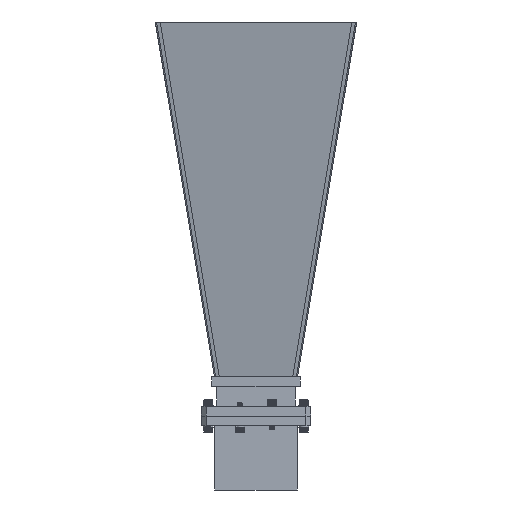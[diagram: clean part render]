
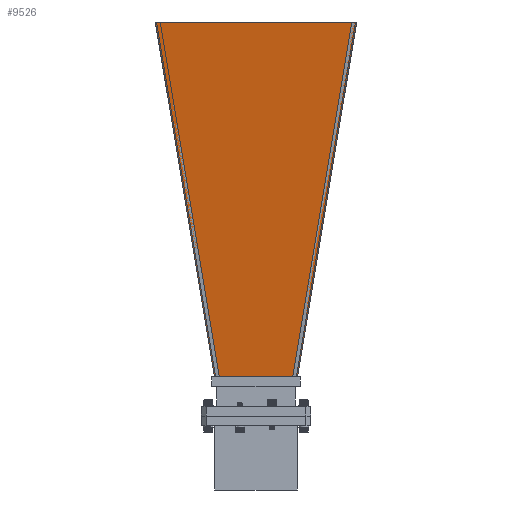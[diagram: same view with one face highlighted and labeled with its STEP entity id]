
A CAD part, front view. The second image highlights one B-rep face of the part: STEP entity #9526.
In plain terms, the highlighted face is planar.
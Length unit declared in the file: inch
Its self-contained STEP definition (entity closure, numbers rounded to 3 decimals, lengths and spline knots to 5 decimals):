
#74 = CARTESIAN_POINT ( 'NONE',  ( 11.10412, 9.26193, 1.878 ) ) ;
#1324 = EDGE_CURVE ( 'NONE', #4756, #3561, #13482, .T. ) ;
#1731 = EDGE_LOOP ( 'NONE', ( #1854, #11284, #4712, #9852 ) ) ;
#1796 = CARTESIAN_POINT ( 'NONE',  ( -2.55999, 9.26193, 1.878 ) ) ;
#1854 = ORIENTED_EDGE ( 'NONE', *, *, #13196, .T. ) ;
#1905 = DIRECTION ( 'NONE',  ( 0., 0.989, 0.148 ) ) ;
#2431 = VECTOR ( 'NONE', #5687, 39.37008 ) ;
#2977 = LINE ( 'NONE', #12535, #2431 ) ;
#3371 = CARTESIAN_POINT ( 'NONE',  ( 1.059, 0.25, 0.53095 ) ) ;
#3561 = VERTEX_POINT ( 'NONE', #3371 ) ;
#4002 = LINE ( 'NONE', #5608, #14730 ) ;
#4088 = CARTESIAN_POINT ( 'NONE',  ( 2.78571, 10.61713, 2.08057 ) ) ;
#4712 = ORIENTED_EDGE ( 'NONE', *, *, #14650, .T. ) ;
#4756 = VERTEX_POINT ( 'NONE', #7059 ) ;
#4805 = VERTEX_POINT ( 'NONE', #10870 ) ;
#5008 = DIRECTION ( 'NONE',  ( -1., 0., 0. ) ) ;
#5094 = AXIS2_PLACEMENT_3D ( 'NONE', #10426, #15168, #1905 ) ;
#5522 = VECTOR ( 'NONE', #13727, 39.37008 ) ;
#5584 = PLANE ( 'NONE',  #5094 ) ;
#5608 = CARTESIAN_POINT ( 'NONE',  ( -2.12462, 0.25, 0.53095 ) ) ;
#5631 = EDGE_CURVE ( 'NONE', #6733, #4805, #2977, .T. ) ;
#5685 = DIRECTION ( 'NONE',  ( 1., 0., 0. ) ) ;
#5687 = DIRECTION ( 'NONE',  ( 0.163, -0.976, -0.146 ) ) ;
#6091 = LINE ( 'NONE', #74, #12756 ) ;
#6733 = VERTEX_POINT ( 'NONE', #1796 ) ;
#7059 = CARTESIAN_POINT ( 'NONE',  ( 2.55999, 9.26193, 1.878 ) ) ;
#9526 = ADVANCED_FACE ( 'NONE', ( #10285 ), #5584, .F. ) ;
#9852 = ORIENTED_EDGE ( 'NONE', *, *, #5631, .T. ) ;
#10285 = FACE_OUTER_BOUND ( 'NONE', #1731, .T. ) ;
#10426 = CARTESIAN_POINT ( 'NONE',  ( 11.10412, 9.26193, 1.878 ) ) ;
#10870 = CARTESIAN_POINT ( 'NONE',  ( -1.059, 0.25, 0.53095 ) ) ;
#11284 = ORIENTED_EDGE ( 'NONE', *, *, #1324, .F. ) ;
#12535 = CARTESIAN_POINT ( 'NONE',  ( -2.78571, 10.61713, 2.08057 ) ) ;
#12756 = VECTOR ( 'NONE', #5008, 39.37008 ) ;
#13196 = EDGE_CURVE ( 'NONE', #4805, #3561, #4002, .T. ) ;
#13482 = LINE ( 'NONE', #4088, #5522 ) ;
#13727 = DIRECTION ( 'NONE',  ( -0.163, -0.976, -0.146 ) ) ;
#14650 = EDGE_CURVE ( 'NONE', #4756, #6733, #6091, .T. ) ;
#14730 = VECTOR ( 'NONE', #5685, 39.37008 ) ;
#15168 = DIRECTION ( 'NONE',  ( 0., 0.148, -0.989 ) ) ;
